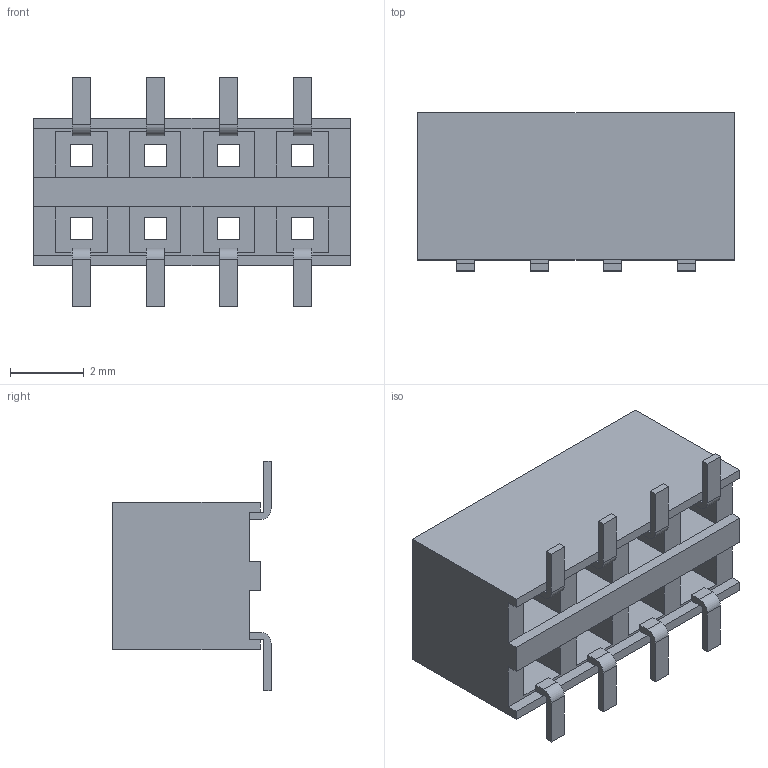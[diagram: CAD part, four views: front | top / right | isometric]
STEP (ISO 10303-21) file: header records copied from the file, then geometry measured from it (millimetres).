
FILE_DESCRIPTION(/* description */ ('STEP AP214'),/* implementation_level */ '2;1');
FILE_NAME(/* name */ 'BF100-08-A-C-0-0625-N-C',/* time_stamp */ '2023-03-18T23:28:01+01:00',/* author */ ('License CC BY-ND 4.0'),/* organization */ ('CADENAS'),/* preprocessor_version */ 'ST-DEVELOPER v19.3',/* originating_system */ 'PARTsolutions',/* authorisation */ ' ');
FILE_SCHEMA (('AUTOMOTIVE_DESIGN {1 0 10303 214 3 1 1}'));
Length unit declared in the file: millimetre
Products named in the file (3): BF100-08-A-C-0-0625-N-C; BF100-08-A-C-0-0625-N-C_P; BF100-08-A-C-0-0625-N-C_H
Assembly tree (9 placements, depth 2):
  BF100-08-A-C-0-0625-N-C
    BF100-08-A-C-0-0625-N-C_P  x8
    BF100-08-A-C-0-0625-N-C_H
Bounding box: 8.6 x 4.3 x 6.25 mm (x, y, z)
Volume: 84.8 mm3; surface area: 340.5 mm2
Topology: 9 solids, 9 shells, 198 faces, 492 edges, 312 vertices
Faces by surface type: plane 190, cylinder 8
Entity records: 4101 total; most frequent: CARTESIAN_POINT 704, ORIENTED_EDGE 690, DIRECTION 637, EDGE_CURVE 345, LINE 343, VECTOR 343, VERTEX_POINT 214, EDGE_LOOP 151
